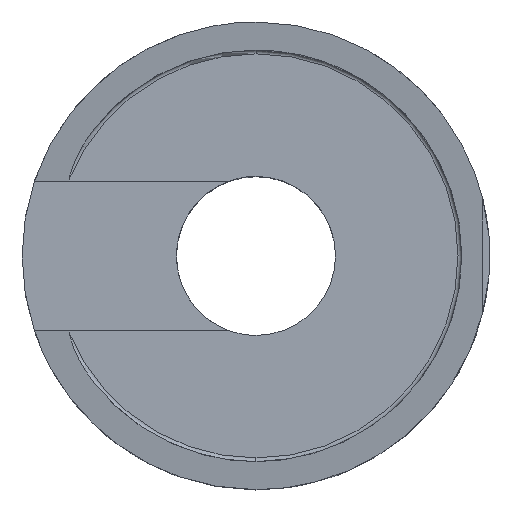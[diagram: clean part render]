
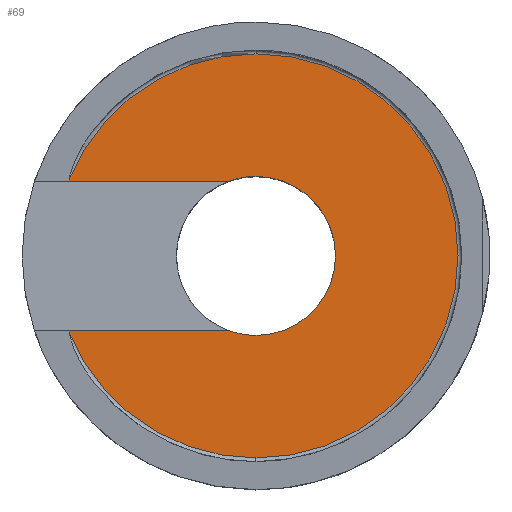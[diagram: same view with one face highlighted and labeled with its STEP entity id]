
A CAD part, top view. The second image highlights one B-rep face of the part: STEP entity #69.
In plain terms, the highlighted face is planar.
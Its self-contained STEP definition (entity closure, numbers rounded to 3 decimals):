
#69 = ADVANCED_FACE ( 'NONE', ( #728 ), #1007, .F. ) ;
#181 = DIRECTION ( 'NONE',  ( 0., 0., 1. ) ) ;
#211 = DIRECTION ( 'NONE',  ( 0., 1., 0. ) ) ;
#213 = CARTESIAN_POINT ( 'NONE',  ( 12., 0., -4. ) ) ;
#232 = CARTESIAN_POINT ( 'NONE',  ( 12., 0., 0. ) ) ;
#234 = CARTESIAN_POINT ( 'NONE',  ( 12., 0., 4. ) ) ;
#235 = EDGE_CURVE ( 'NONE', #516, #832, #709, .T. ) ;
#238 = VECTOR ( 'NONE', #211, 1000. ) ;
#241 = LINE ( 'NONE', #213, #238 ) ;
#243 = EDGE_CURVE ( 'NONE', #1003, #611, #703, .T. ) ;
#246 = CARTESIAN_POINT ( 'NONE',  ( 12., 0., 10.8 ) ) ;
#275 = CARTESIAN_POINT ( 'NONE',  ( 12., 9.974, 0. ) ) ;
#285 = CARTESIAN_POINT ( 'NONE',  ( 12., 9.974, -4.141 ) ) ;
#289 = CIRCLE ( 'NONE', #335, 4.25 ) ;
#306 = CARTESIAN_POINT ( 'NONE',  ( 12., 0., -10.8 ) ) ;
#308 = CIRCLE ( 'NONE', #378, 10.8 ) ;
#309 = CARTESIAN_POINT ( 'NONE',  ( 12., 9.974, -4. ) ) ;
#335 = AXIS2_PLACEMENT_3D ( 'NONE', #833, #990, #965 ) ;
#364 = CIRCLE ( 'NONE', #404, 4.25 ) ;
#378 = AXIS2_PLACEMENT_3D ( 'NONE', #716, #722, #725 ) ;
#404 = AXIS2_PLACEMENT_3D ( 'NONE', #464, #463, #460 ) ;
#460 = DIRECTION ( 'NONE',  ( 0., 0., 1. ) ) ;
#463 = DIRECTION ( 'NONE',  ( -1., 0., 0. ) ) ;
#464 = CARTESIAN_POINT ( 'NONE',  ( 12., 0., 0. ) ) ;
#474 = CIRCLE ( 'NONE', #589, 4.25 ) ;
#489 = CIRCLE ( 'NONE', #641, 10.8 ) ;
#494 = CARTESIAN_POINT ( 'NONE',  ( 12., 9.974, 4. ) ) ;
#495 = VECTOR ( 'NONE', #643, 1000. ) ;
#501 = LINE ( 'NONE', #275, #495 ) ;
#502 = VECTOR ( 'NONE', #593, 1000. ) ;
#515 = LINE ( 'NONE', #234, #502 ) ;
#516 = VERTEX_POINT ( 'NONE', #494 ) ;
#517 = DIRECTION ( 'NONE',  ( -1., 0., 0. ) ) ;
#533 = EDGE_CURVE ( 'NONE', #516, #849, #515, .T. ) ;
#578 = EDGE_CURVE ( 'NONE', #581, #1016, #501, .T. ) ;
#581 = VERTEX_POINT ( 'NONE', #285 ) ;
#589 = AXIS2_PLACEMENT_3D ( 'NONE', #1028, #517, #1020 ) ;
#593 = DIRECTION ( 'NONE',  ( 0., -1., 0. ) ) ;
#598 = CARTESIAN_POINT ( 'NONE',  ( 12., 9.974, 0. ) ) ;
#602 = EDGE_CURVE ( 'NONE', #581, #1003, #489, .T. ) ;
#611 = VERTEX_POINT ( 'NONE', #246 ) ;
#638 = VERTEX_POINT ( 'NONE', #1076 ) ;
#639 = DIRECTION ( 'NONE',  ( -1., 0., 0. ) ) ;
#641 = AXIS2_PLACEMENT_3D ( 'NONE', #232, #760, #181 ) ;
#643 = DIRECTION ( 'NONE',  ( 0., 0., 1. ) ) ;
#649 = DIRECTION ( 'NONE',  ( 0., 0., 1. ) ) ;
#663 = VECTOR ( 'NONE', #814, 1000. ) ;
#672 = EDGE_CURVE ( 'NONE', #638, #849, #474, .T. ) ;
#683 = CARTESIAN_POINT ( 'NONE',  ( 12., 0., 0. ) ) ;
#703 = CIRCLE ( 'NONE', #744, 10.8 ) ;
#709 = LINE ( 'NONE', #598, #663 ) ;
#716 = CARTESIAN_POINT ( 'NONE',  ( 12., 0., 0. ) ) ;
#719 = CARTESIAN_POINT ( 'NONE',  ( 12., 1.436, 4. ) ) ;
#722 = DIRECTION ( 'NONE',  ( -1., 0., 0. ) ) ;
#725 = DIRECTION ( 'NONE',  ( 0., 0., 1. ) ) ;
#728 = FACE_OUTER_BOUND ( 'NONE', #1000, .T. ) ;
#744 = AXIS2_PLACEMENT_3D ( 'NONE', #683, #639, #649 ) ;
#760 = DIRECTION ( 'NONE',  ( -1., 0., 0. ) ) ;
#773 = AXIS2_PLACEMENT_3D ( 'NONE', #1044, #1014, #985 ) ;
#774 = CARTESIAN_POINT ( 'NONE',  ( 12., 1.436, -4. ) ) ;
#808 = VERTEX_POINT ( 'NONE', #858 ) ;
#814 = DIRECTION ( 'NONE',  ( 0., 0., 1. ) ) ;
#832 = VERTEX_POINT ( 'NONE', #852 ) ;
#833 = CARTESIAN_POINT ( 'NONE',  ( 12., 0., 0. ) ) ;
#846 = ORIENTED_EDGE ( 'NONE', *, *, #602, .F. ) ;
#849 = VERTEX_POINT ( 'NONE', #719 ) ;
#851 = ORIENTED_EDGE ( 'NONE', *, *, #1015, .F. ) ;
#852 = CARTESIAN_POINT ( 'NONE',  ( 12., 9.974, 4.141 ) ) ;
#853 = ORIENTED_EDGE ( 'NONE', *, *, #243, .F. ) ;
#857 = ORIENTED_EDGE ( 'NONE', *, *, #235, .T. ) ;
#858 = CARTESIAN_POINT ( 'NONE',  ( 12., 0., -4.25 ) ) ;
#863 = ORIENTED_EDGE ( 'NONE', *, *, #533, .F. ) ;
#867 = ORIENTED_EDGE ( 'NONE', *, *, #672, .T. ) ;
#870 = ORIENTED_EDGE ( 'NONE', *, *, #1067, .T. ) ;
#940 = ORIENTED_EDGE ( 'NONE', *, *, #1098, .F. ) ;
#942 = ORIENTED_EDGE ( 'NONE', *, *, #578, .T. ) ;
#943 = ORIENTED_EDGE ( 'NONE', *, *, #944, .T. ) ;
#944 = EDGE_CURVE ( 'NONE', #808, #638, #364, .T. ) ;
#965 = DIRECTION ( 'NONE',  ( 0., 0., 1. ) ) ;
#985 = DIRECTION ( 'NONE',  ( 0., 0., 1. ) ) ;
#990 = DIRECTION ( 'NONE',  ( -1., 0., 0. ) ) ;
#1000 = EDGE_LOOP ( 'NONE', ( #870, #943, #867, #863, #857, #851, #853, #846, #942, #940 ) ) ;
#1003 = VERTEX_POINT ( 'NONE', #306 ) ;
#1007 = PLANE ( 'NONE',  #773 ) ;
#1014 = DIRECTION ( 'NONE',  ( -1., 0., 0. ) ) ;
#1015 = EDGE_CURVE ( 'NONE', #611, #832, #308, .T. ) ;
#1016 = VERTEX_POINT ( 'NONE', #309 ) ;
#1020 = DIRECTION ( 'NONE',  ( 0., 0., 1. ) ) ;
#1028 = CARTESIAN_POINT ( 'NONE',  ( 12., 0., 0. ) ) ;
#1037 = VERTEX_POINT ( 'NONE', #774 ) ;
#1044 = CARTESIAN_POINT ( 'NONE',  ( 12., 10.8, 0. ) ) ;
#1067 = EDGE_CURVE ( 'NONE', #1037, #808, #289, .T. ) ;
#1076 = CARTESIAN_POINT ( 'NONE',  ( 12., 0., 4.25 ) ) ;
#1098 = EDGE_CURVE ( 'NONE', #1037, #1016, #241, .T. ) ;
